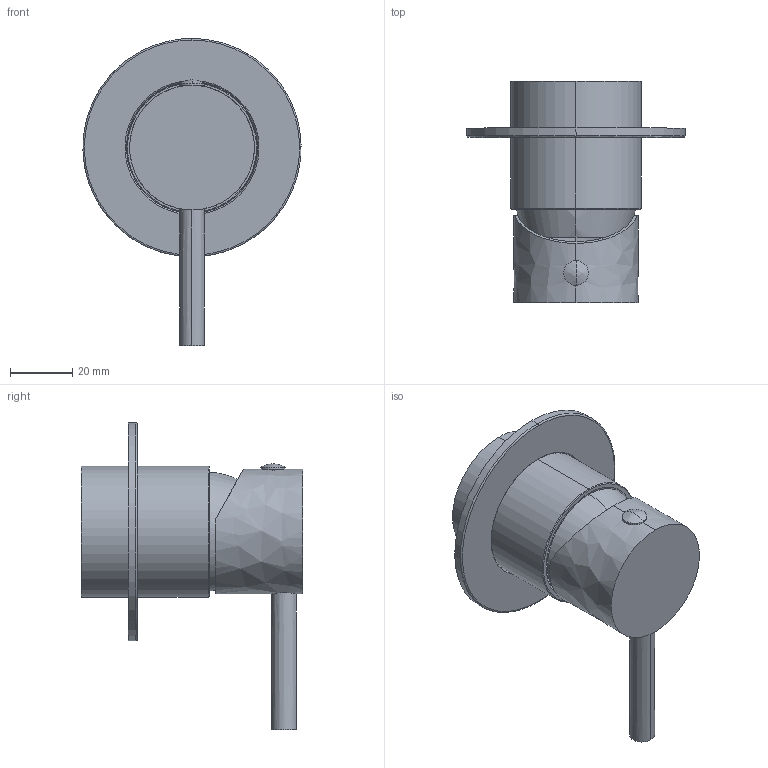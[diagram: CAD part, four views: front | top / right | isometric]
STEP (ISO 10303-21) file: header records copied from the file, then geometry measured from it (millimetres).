
FILE_DESCRIPTION(/* description */ (''),/* implementation_level */ '2;1');
FILE_NAME(/* name */ '25920_3D_R01',/* time_stamp */ '2019-07-09T11:03:51+02:00',/* author */ (''),/* organization */ (''),/* preprocessor_version */ 'ST-DEVELOPER v15',/* originating_system */ '',/* authorisation */ '');
FILE_SCHEMA (('AUTOMOTIVE_DESIGN'));
Length unit declared in the file: millimetre
Products named in the file (1): Document
Bounding box: 69.98 x 71 x 98.5 mm (x, y, z)
Volume: 37346.3 mm3; surface area: 27977.9 mm2
Topology: 5 solids, 5 shells, 51 faces, 117 edges, 80 vertices
Faces by surface type: bspline 42, plane 9
Entity records: 1984 total; most frequent: CARTESIAN_POINT 1308, ORIENTED_EDGE 208, EDGE_CURVE 104, VERTEX_POINT 61, EDGE_LOOP 55, ADVANCED_FACE 51, FACE_OUTER_BOUND 51, B_SPLINE_CURVE_WITH_KNOTS 36
